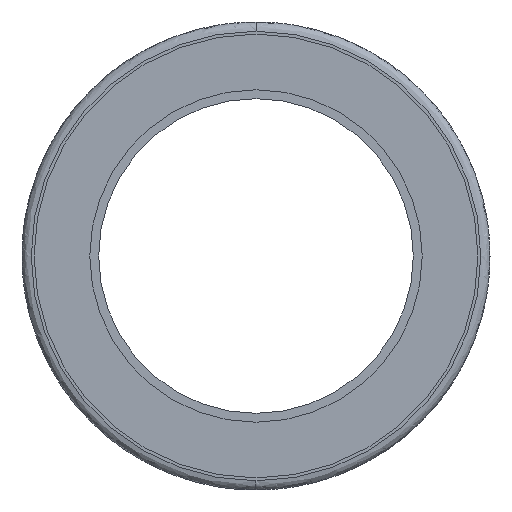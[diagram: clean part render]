
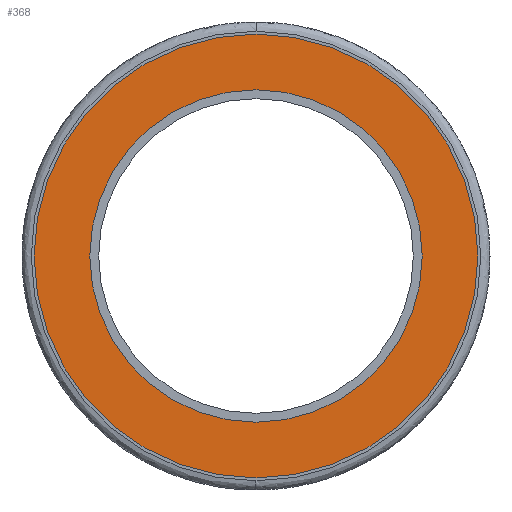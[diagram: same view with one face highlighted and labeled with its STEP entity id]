
A CAD part, left-side view. The second image highlights one B-rep face of the part: STEP entity #368.
In plain terms, the highlighted planar face has unit normal (-1, 0, 0).
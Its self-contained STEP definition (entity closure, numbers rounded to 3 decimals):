
#368=ADVANCED_FACE('',(#2671,#2672),#2670,.T.);
#2670=PLANE('',#7158);
#2671=FACE_OUTER_BOUND('',#7159,.T.);
#2672=FACE_BOUND('',#7160,.T.);
#7155=CARTESIAN_POINT('',(-57.5,-57.158,-63.25));
#7156=DIRECTION('',(-1.,0.,0.));
#7157=DIRECTION('',(0.,0.,1.));
#7158=AXIS2_PLACEMENT_3D('',#7155,#7156,#7157);
#7159=EDGE_LOOP('',(#8353,#8354));
#7160=EDGE_LOOP('',(#8355,#8356));
#8353=ORIENTED_EDGE('',*,*,#8945,.T.);
#8354=ORIENTED_EDGE('',*,*,#8946,.T.);
#8355=ORIENTED_EDGE('',*,*,#8947,.F.);
#8356=ORIENTED_EDGE('',*,*,#8948,.F.);
#8945=EDGE_CURVE('',#11977,#11978,#11979,.T.);
#8946=EDGE_CURVE('',#11978,#11977,#11985,.T.);
#8947=EDGE_CURVE('',#11991,#11992,#11993,.T.);
#8948=EDGE_CURVE('',#11992,#11991,#11999,.T.);
#11977=VERTEX_POINT('',#14697);
#11978=VERTEX_POINT('',#14698);
#11979=CIRCLE('',#14702,27.5);
#11985=CIRCLE('',#14706,27.5);
#11991=VERTEX_POINT('',#14707);
#11992=VERTEX_POINT('',#14708);
#11993=CIRCLE('',#14712,20.6);
#11999=CIRCLE('',#14716,20.6);
#14697=CARTESIAN_POINT('',(-57.5,0.,27.5));
#14698=CARTESIAN_POINT('',(-57.5,0.,-27.5));
#14699=CARTESIAN_POINT('',(-57.5,0.,0.));
#14700=DIRECTION('',(-1.,0.,0.));
#14701=DIRECTION('',(0.,0.,1.));
#14702=AXIS2_PLACEMENT_3D('',#14699,#14700,#14701);
#14703=CARTESIAN_POINT('',(-57.5,0.,0.));
#14704=DIRECTION('',(-1.,0.,0.));
#14705=DIRECTION('',(0.,0.,1.));
#14706=AXIS2_PLACEMENT_3D('',#14703,#14704,#14705);
#14707=CARTESIAN_POINT('',(-57.5,0.,-20.6));
#14708=CARTESIAN_POINT('',(-57.5,0.,20.6));
#14709=CARTESIAN_POINT('',(-57.5,0.,0.));
#14710=DIRECTION('',(-1.,0.,0.));
#14711=DIRECTION('',(0.,0.,1.));
#14712=AXIS2_PLACEMENT_3D('',#14709,#14710,#14711);
#14713=CARTESIAN_POINT('',(-57.5,0.,0.));
#14714=DIRECTION('',(-1.,0.,0.));
#14715=DIRECTION('',(0.,0.,1.));
#14716=AXIS2_PLACEMENT_3D('',#14713,#14714,#14715);
